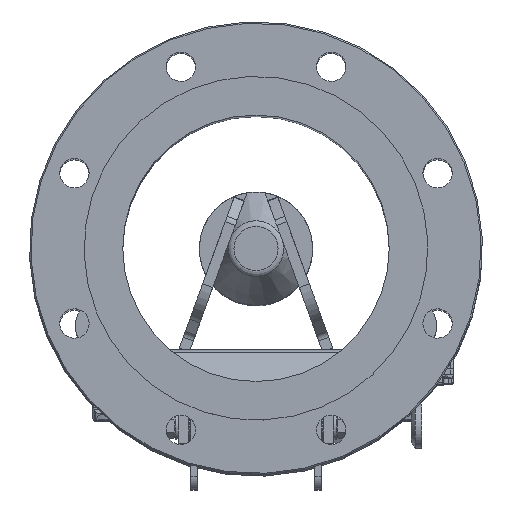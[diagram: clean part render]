
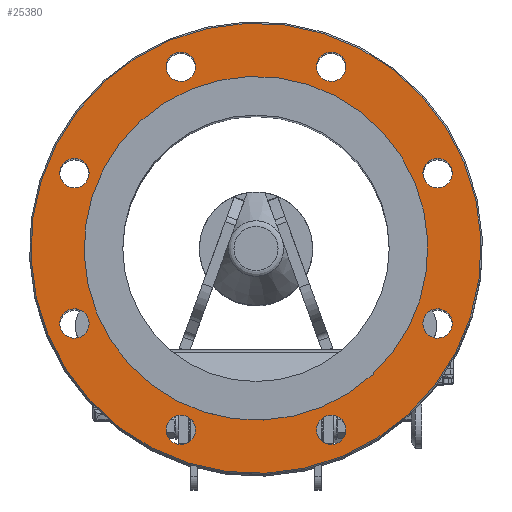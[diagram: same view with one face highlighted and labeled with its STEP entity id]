
A CAD part, top view. The second image highlights one B-rep face of the part: STEP entity #25380.
In plain terms, the highlighted planar face has unit normal (0, 0, 1).
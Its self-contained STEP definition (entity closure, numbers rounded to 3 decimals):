
#964=FACE_BOUND('',#3834,.T.);
#965=FACE_BOUND('',#3835,.T.);
#966=FACE_BOUND('',#3836,.T.);
#967=FACE_BOUND('',#3837,.T.);
#968=FACE_BOUND('',#3838,.T.);
#969=FACE_BOUND('',#3839,.T.);
#970=FACE_BOUND('',#3840,.T.);
#971=FACE_BOUND('',#3841,.T.);
#972=FACE_BOUND('',#3842,.T.);
#1330=PLANE('',#27435);
#2391=FACE_OUTER_BOUND('',#3833,.T.);
#3833=EDGE_LOOP('',(#19309));
#3834=EDGE_LOOP('',(#19310));
#3835=EDGE_LOOP('',(#19311));
#3836=EDGE_LOOP('',(#19312));
#3837=EDGE_LOOP('',(#19313));
#3838=EDGE_LOOP('',(#19314));
#3839=EDGE_LOOP('',(#19315));
#3840=EDGE_LOOP('',(#19316));
#3841=EDGE_LOOP('',(#19317));
#3842=EDGE_LOOP('',(#19318));
#5278=CIRCLE('',#27431,169.);
#5281=CIRCLE('',#27436,129.);
#5282=CIRCLE('',#27437,11.);
#5283=CIRCLE('',#27438,11.);
#5284=CIRCLE('',#27439,11.);
#5285=CIRCLE('',#27440,11.);
#5286=CIRCLE('',#27441,11.);
#5287=CIRCLE('',#27442,11.);
#5288=CIRCLE('',#27443,11.);
#5289=CIRCLE('',#27444,11.);
#10788=VERTEX_POINT('',#43365);
#10791=VERTEX_POINT('',#43375);
#10792=VERTEX_POINT('',#43377);
#10793=VERTEX_POINT('',#43379);
#10794=VERTEX_POINT('',#43381);
#10795=VERTEX_POINT('',#43383);
#10796=VERTEX_POINT('',#43385);
#10797=VERTEX_POINT('',#43387);
#10798=VERTEX_POINT('',#43389);
#10799=VERTEX_POINT('',#43391);
#13805=EDGE_CURVE('',#10788,#10788,#5278,.T.);
#13809=EDGE_CURVE('',#10791,#10791,#5281,.T.);
#13810=EDGE_CURVE('',#10792,#10792,#5282,.T.);
#13811=EDGE_CURVE('',#10793,#10793,#5283,.T.);
#13812=EDGE_CURVE('',#10794,#10794,#5284,.T.);
#13813=EDGE_CURVE('',#10795,#10795,#5285,.T.);
#13814=EDGE_CURVE('',#10796,#10796,#5286,.T.);
#13815=EDGE_CURVE('',#10797,#10797,#5287,.T.);
#13816=EDGE_CURVE('',#10798,#10798,#5288,.T.);
#13817=EDGE_CURVE('',#10799,#10799,#5289,.T.);
#19309=ORIENTED_EDGE('',*,*,#13805,.F.);
#19310=ORIENTED_EDGE('',*,*,#13809,.T.);
#19311=ORIENTED_EDGE('',*,*,#13810,.T.);
#19312=ORIENTED_EDGE('',*,*,#13811,.T.);
#19313=ORIENTED_EDGE('',*,*,#13812,.T.);
#19314=ORIENTED_EDGE('',*,*,#13813,.T.);
#19315=ORIENTED_EDGE('',*,*,#13814,.T.);
#19316=ORIENTED_EDGE('',*,*,#13815,.T.);
#19317=ORIENTED_EDGE('',*,*,#13816,.T.);
#19318=ORIENTED_EDGE('',*,*,#13817,.T.);
#25380=ADVANCED_FACE('',(#2391,#964,#965,#966,#967,#968,#969,#970,#971,
#972),#1330,.T.);
#27431=AXIS2_PLACEMENT_3D('',#43367,#32190,#32191);
#27435=AXIS2_PLACEMENT_3D('',#43374,#32199,#32200);
#27436=AXIS2_PLACEMENT_3D('',#43376,#32201,#32202);
#27437=AXIS2_PLACEMENT_3D('',#43378,#32203,#32204);
#27438=AXIS2_PLACEMENT_3D('',#43380,#32205,#32206);
#27439=AXIS2_PLACEMENT_3D('',#43382,#32207,#32208);
#27440=AXIS2_PLACEMENT_3D('',#43384,#32209,#32210);
#27441=AXIS2_PLACEMENT_3D('',#43386,#32211,#32212);
#27442=AXIS2_PLACEMENT_3D('',#43388,#32213,#32214);
#27443=AXIS2_PLACEMENT_3D('',#43390,#32215,#32216);
#27444=AXIS2_PLACEMENT_3D('',#43392,#32217,#32218);
#32190=DIRECTION('center_axis',(0.,0.,
-1.));
#32191=DIRECTION('ref_axis',(-0.924,-0.383,0.));
#32199=DIRECTION('center_axis',(0.,0.,
1.));
#32200=DIRECTION('ref_axis',(-0.924,-0.383,0.));
#32201=DIRECTION('center_axis',(0.,0.,
-1.));
#32202=DIRECTION('ref_axis',(0.924,0.383,0.));
#32203=DIRECTION('center_axis',(0.,0.,
-1.));
#32204=DIRECTION('ref_axis',(0.924,0.383,0.));
#32205=DIRECTION('center_axis',(0.,0.,
-1.));
#32206=DIRECTION('ref_axis',(0.924,0.383,0.));
#32207=DIRECTION('center_axis',(0.,0.,
-1.));
#32208=DIRECTION('ref_axis',(0.924,0.383,0.));
#32209=DIRECTION('center_axis',(0.,0.,
-1.));
#32210=DIRECTION('ref_axis',(0.924,0.383,0.));
#32211=DIRECTION('center_axis',(0.,0.,
-1.));
#32212=DIRECTION('ref_axis',(0.924,0.383,0.));
#32213=DIRECTION('center_axis',(0.,0.,
-1.));
#32214=DIRECTION('ref_axis',(0.924,0.383,0.));
#32215=DIRECTION('center_axis',(0.,0.,
-1.));
#32216=DIRECTION('ref_axis',(0.924,0.383,0.));
#32217=DIRECTION('center_axis',(0.,0.,
-1.));
#32218=DIRECTION('ref_axis',(0.924,0.383,0.));
#43365=CARTESIAN_POINT('',(156.136,64.674,327.));
#43367=CARTESIAN_POINT('Origin',(0.,0.,
327.));
#43374=CARTESIAN_POINT('Origin',(157.06,65.056,327.));
#43375=CARTESIAN_POINT('',(-119.18,-49.366,327.));
#43376=CARTESIAN_POINT('Origin',(0.,0.,
327.));
#43377=CARTESIAN_POINT('',(126.11,-60.655,327.));
#43378=CARTESIAN_POINT('Origin',(136.272,-56.446,327.));
#43379=CARTESIAN_POINT('',(46.283,132.063,327.));
#43380=CARTESIAN_POINT('Origin',(56.446,136.272,327.));
#43381=CARTESIAN_POINT('',(-146.435,52.236,327.));
#43382=CARTESIAN_POINT('Origin',(-136.272,56.446,327.));
#43383=CARTESIAN_POINT('',(-66.608,-140.482,327.));
#43384=CARTESIAN_POINT('Origin',(-56.446,-136.272,327.));
#43385=CARTESIAN_POINT('',(46.283,-140.482,327.));
#43386=CARTESIAN_POINT('Origin',(56.446,-136.272,327.));
#43387=CARTESIAN_POINT('',(-146.435,-60.655,327.));
#43388=CARTESIAN_POINT('Origin',(-136.272,-56.446,327.));
#43389=CARTESIAN_POINT('',(-66.608,132.063,327.));
#43390=CARTESIAN_POINT('Origin',(-56.446,136.272,327.));
#43391=CARTESIAN_POINT('',(126.11,52.236,327.));
#43392=CARTESIAN_POINT('Origin',(136.272,56.446,327.));
